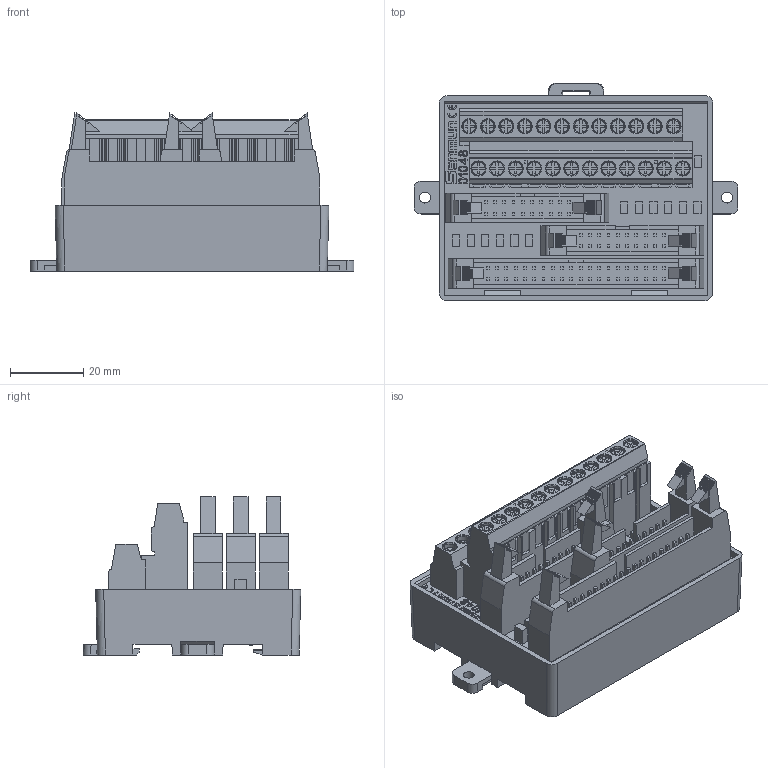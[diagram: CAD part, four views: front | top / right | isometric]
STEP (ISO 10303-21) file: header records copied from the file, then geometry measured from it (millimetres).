
FILE_DESCRIPTION(/* description */ (''),/* implementation_level */ '2;1');
FILE_NAME(/* name */ 'D1048-E.stp',/* time_stamp */ '2024-08-14T10:43:00+08:00',/* author */ (''),/* organization */ (''),/* preprocessor_version */ 'ST-DEVELOPER v14',/* originating_system */ 'SIEMENS PLM Software NX 8.0',/* authorisation */ '');
FILE_SCHEMA (('AUTOMOTIVE_DESIGN { 1 0 10303 214 3 1 1 1 }'));
Products named in the file (1): D1048-E_stp
Bounding box: 88.6 x 59.51 x 43.25 mm (x, y, z)
Volume: 96981.1 mm3; surface area: 32650.8 mm2
Topology: 3 solids, 3 shells, 1924 faces, 5077 edges, 3359 vertices
Faces by surface type: plane 1662, cylinder 114, torus 78, cone 58, extrusion 10, bspline 2
Full cylindrical faces by diameter (mm): 3 x2, 4.1 x18, 4.13 x18
Entity records: 61360 total; most frequent: CARTESIAN_POINT 12972, ORIENTED_EDGE 9974, DIRECTION 8896, EDGE_CURVE 4987, VECTOR 4348, LINE 4338, VERTEX_POINT 3329, AXIS2_PLACEMENT_3D 2274
